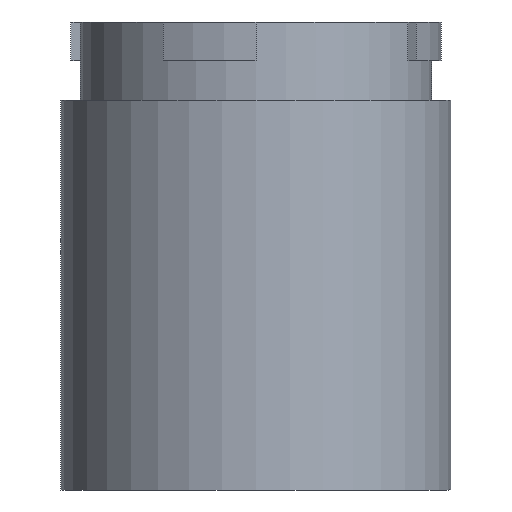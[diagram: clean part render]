
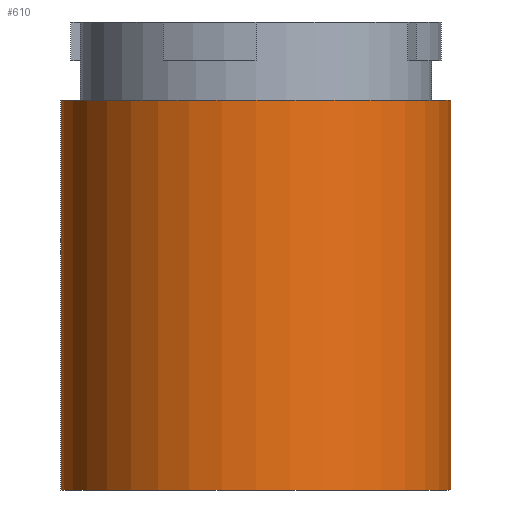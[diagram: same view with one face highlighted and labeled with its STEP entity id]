
A CAD part, left-side view. The second image highlights one B-rep face of the part: STEP entity #610.
In plain terms, the highlighted cylindrical face has radius 25 mm (diameter 50 mm), a partial arc.
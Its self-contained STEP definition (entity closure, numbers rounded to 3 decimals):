
#72=DIRECTION('',(0.,0.,1.));
#73=VECTOR('',#72,50.);
#74=CARTESIAN_POINT('',(0.,25.,0.));
#75=LINE('',#74,#73);
#76=DIRECTION('',(0.,0.,1.));
#77=VECTOR('',#76,50.);
#78=CARTESIAN_POINT('',(0.,-25.,0.));
#79=LINE('',#78,#77);
#80=CARTESIAN_POINT('',(0.,0.,0.));
#81=DIRECTION('',(0.,0.,1.));
#82=DIRECTION('',(0.,1.,0.));
#83=AXIS2_PLACEMENT_3D('',#80,#81,#82);
#85=CARTESIAN_POINT('',(0.,0.,50.));
#86=DIRECTION('',(0.,0.,1.));
#87=DIRECTION('',(0.,1.,0.));
#88=AXIS2_PLACEMENT_3D('',#85,#86,#87);
#385=CARTESIAN_POINT('',(0.,25.,0.));
#386=CARTESIAN_POINT('',(0.,25.,50.));
#387=VERTEX_POINT('',#385);
#388=VERTEX_POINT('',#386);
#403=CARTESIAN_POINT('',(0.,-25.,0.));
#404=CARTESIAN_POINT('',(0.,-25.,50.));
#405=VERTEX_POINT('',#403);
#406=VERTEX_POINT('',#404);
#598=CARTESIAN_POINT('',(0.,0.,63.));
#599=DIRECTION('',(0.,0.,-1.));
#600=DIRECTION('',(0.,-1.,0.));
#601=AXIS2_PLACEMENT_3D('',#598,#599,#600);
#602=CYLINDRICAL_SURFACE('',#601,25.);
#603=ORIENTED_EDGE('',*,*,#588,.T.);
#605=ORIENTED_EDGE('',*,*,#604,.T.);
#606=ORIENTED_EDGE('',*,*,#591,.F.);
#607=ORIENTED_EDGE('',*,*,#574,.F.);
#608=EDGE_LOOP('',(#603,#605,#606,#607));
#609=FACE_OUTER_BOUND('',#608,.F.);
#610=ADVANCED_FACE('',(#609),#602,.T.);
#84=CIRCLE('',#83,25.);
#89=CIRCLE('',#88,25.);
#574=EDGE_CURVE('',#387,#405,#84,.T.);
#588=EDGE_CURVE('',#387,#388,#75,.T.);
#591=EDGE_CURVE('',#405,#406,#79,.T.);
#604=EDGE_CURVE('',#388,#406,#89,.T.);
